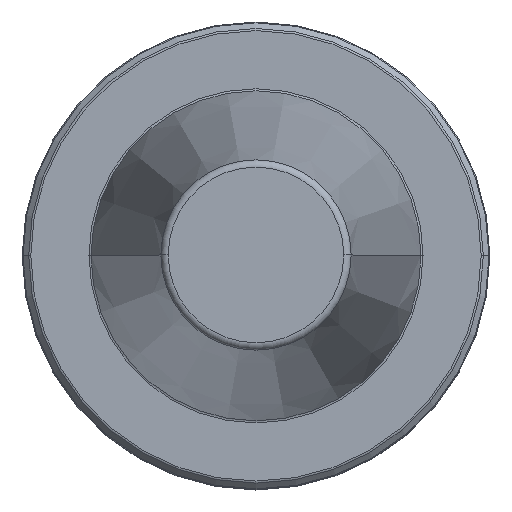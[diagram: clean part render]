
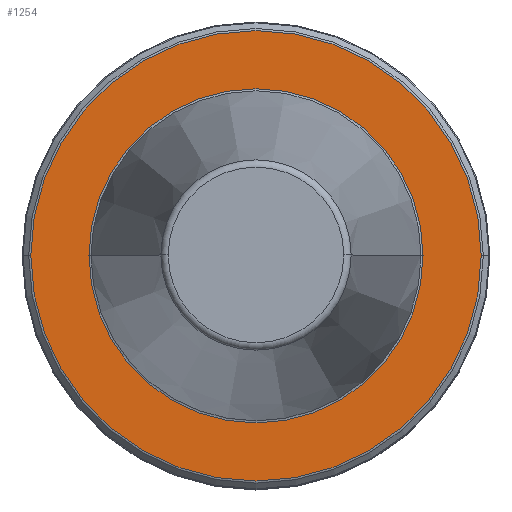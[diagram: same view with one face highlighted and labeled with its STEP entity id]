
A CAD part, top view. The second image highlights one B-rep face of the part: STEP entity #1254.
In plain terms, the highlighted planar face has unit normal (0, 0, 1).
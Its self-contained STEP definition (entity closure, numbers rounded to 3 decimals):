
#66 = FACE_OUTER_BOUND ( 'NONE', #800, .T. ) ;
#81 = FACE_BOUND ( 'NONE', #305, .T. ) ;
#107 = CIRCLE ( 'NONE', #680, 30.334 ) ;
#120 = DIRECTION ( 'NONE',  ( 0., 0., 1. ) ) ;
#251 = CARTESIAN_POINT ( 'NONE',  ( 0., 0., -2. ) ) ;
#267 = EDGE_CURVE ( 'NONE', #1261, #1503, #455, .T. ) ;
#305 = EDGE_LOOP ( 'NONE', ( #660, #1164 ) ) ;
#391 = DIRECTION ( 'NONE',  ( 1., 0., 0. ) ) ;
#444 = CARTESIAN_POINT ( 'NONE',  ( 30.334, 0., -2. ) ) ;
#455 = CIRCLE ( 'NONE', #1466, 22.5 ) ;
#526 = CARTESIAN_POINT ( 'NONE',  ( 0., 0., -2. ) ) ;
#660 = ORIENTED_EDGE ( 'NONE', *, *, #1491, .F. ) ;
#680 = AXIS2_PLACEMENT_3D ( 'NONE', #526, #1500, #686 ) ;
#684 = DIRECTION ( 'NONE',  ( 1., 0., 0. ) ) ;
#686 = DIRECTION ( 'NONE',  ( 1., 0., 0. ) ) ;
#703 = CARTESIAN_POINT ( 'NONE',  ( 22.5, 0., -2. ) ) ;
#786 = VERTEX_POINT ( 'NONE', #444 ) ;
#800 = EDGE_LOOP ( 'NONE', ( #1407, #1148 ) ) ;
#853 = PLANE ( 'NONE',  #1409 ) ;
#898 = CARTESIAN_POINT ( 'NONE',  ( 0., 0., -2. ) ) ;
#988 = DIRECTION ( 'NONE',  ( 0., 0., 1. ) ) ;
#1015 = CIRCLE ( 'NONE', #1643, 30.334 ) ;
#1148 = ORIENTED_EDGE ( 'NONE', *, *, #1554, .T. ) ;
#1164 = ORIENTED_EDGE ( 'NONE', *, *, #267, .F. ) ;
#1215 = DIRECTION ( 'NONE',  ( 0., 0., 1. ) ) ;
#1217 = EDGE_CURVE ( 'NONE', #786, #1343, #107, .T. ) ;
#1254 = ADVANCED_FACE ( 'NONE', ( #66, #81 ), #853, .T. ) ;
#1261 = VERTEX_POINT ( 'NONE', #1425 ) ;
#1278 = CARTESIAN_POINT ( 'NONE',  ( 0., 0., -2. ) ) ;
#1305 = AXIS2_PLACEMENT_3D ( 'NONE', #251, #1215, #391 ) ;
#1312 = CARTESIAN_POINT ( 'NONE',  ( 0., 0., -2. ) ) ;
#1343 = VERTEX_POINT ( 'NONE', #1599 ) ;
#1407 = ORIENTED_EDGE ( 'NONE', *, *, #1217, .T. ) ;
#1409 = AXIS2_PLACEMENT_3D ( 'NONE', #1312, #988, #1608 ) ;
#1425 = CARTESIAN_POINT ( 'NONE',  ( -22.5, 0., -2. ) ) ;
#1456 = CIRCLE ( 'NONE', #1305, 22.5 ) ;
#1466 = AXIS2_PLACEMENT_3D ( 'NONE', #1278, #120, #684 ) ;
#1491 = EDGE_CURVE ( 'NONE', #1503, #1261, #1456, .T. ) ;
#1500 = DIRECTION ( 'NONE',  ( 0., 0., 1. ) ) ;
#1503 = VERTEX_POINT ( 'NONE', #703 ) ;
#1554 = EDGE_CURVE ( 'NONE', #1343, #786, #1015, .T. ) ;
#1586 = DIRECTION ( 'NONE',  ( 0., 0., 1. ) ) ;
#1599 = CARTESIAN_POINT ( 'NONE',  ( -30.334, 0., -2. ) ) ;
#1608 = DIRECTION ( 'NONE',  ( 1., 0., 0. ) ) ;
#1642 = DIRECTION ( 'NONE',  ( 1., 0., 0. ) ) ;
#1643 = AXIS2_PLACEMENT_3D ( 'NONE', #898, #1586, #1642 ) ;
